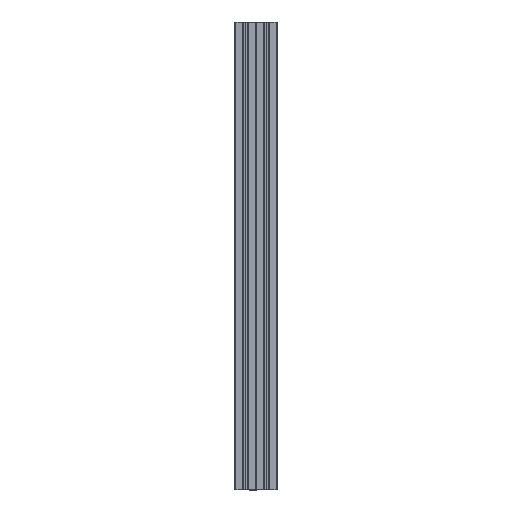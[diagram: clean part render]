
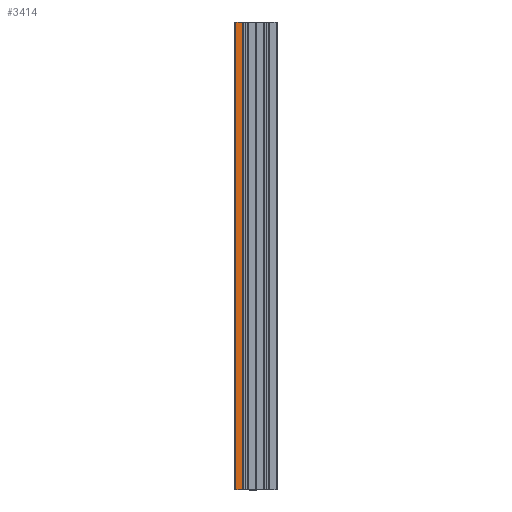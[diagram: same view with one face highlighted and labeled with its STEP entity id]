
A CAD part, front view. The second image highlights one B-rep face of the part: STEP entity #3414.
In plain terms, the highlighted planar face has unit normal (0, -1, 0).
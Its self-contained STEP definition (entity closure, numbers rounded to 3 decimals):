
#56 = VECTOR ( 'NONE', #13229, 1000. ) ;
#123 = VECTOR ( 'NONE', #9233, 1000. ) ;
#2019 = LINE ( 'NONE', #4443, #27163 ) ;
#2438 = DIRECTION ( 'NONE',  ( 0., 0., 1. ) ) ;
#2470 = ORIENTED_EDGE ( 'NONE', *, *, #5015, .T. ) ;
#2599 = CARTESIAN_POINT ( 'NONE',  ( -20.5, -22.5, -1000. ) ) ;
#3165 = VERTEX_POINT ( 'NONE', #10935 ) ;
#3414 = ADVANCED_FACE ( 'NONE', ( #18342 ), #7622, .T. ) ;
#4443 = CARTESIAN_POINT ( 'NONE',  ( -20.5, -22.5, -1000. ) ) ;
#5015 = EDGE_CURVE ( 'NONE', #18040, #6527, #8223, .T. ) ;
#5880 = DIRECTION ( 'NONE',  ( 0., 0., 1. ) ) ;
#6257 = EDGE_LOOP ( 'NONE', ( #12319, #11094, #2470, #22219 ) ) ;
#6511 = LINE ( 'NONE', #19396, #26719 ) ;
#6527 = VERTEX_POINT ( 'NONE', #10346 ) ;
#7622 = PLANE ( 'NONE',  #27104 ) ;
#7749 = DIRECTION ( 'NONE',  ( 0., -1., 0. ) ) ;
#8223 = LINE ( 'NONE', #17534, #56 ) ;
#9233 = DIRECTION ( 'NONE',  ( -1., 0., 0. ) ) ;
#10346 = CARTESIAN_POINT ( 'NONE',  ( -20.5, -22.5, 0. ) ) ;
#10935 = CARTESIAN_POINT ( 'NONE',  ( -6.325, -22.5, -1000. ) ) ;
#11081 = DIRECTION ( 'NONE',  ( 0., 0., -1. ) ) ;
#11094 = ORIENTED_EDGE ( 'NONE', *, *, #13384, .F. ) ;
#11943 = EDGE_CURVE ( 'NONE', #3165, #20646, #15685, .T. ) ;
#12319 = ORIENTED_EDGE ( 'NONE', *, *, #11943, .F. ) ;
#13229 = DIRECTION ( 'NONE',  ( -1., 0., 0. ) ) ;
#13384 = EDGE_CURVE ( 'NONE', #18040, #3165, #6511, .T. ) ;
#15685 = LINE ( 'NONE', #20124, #123 ) ;
#17094 = CARTESIAN_POINT ( 'NONE',  ( -6.325, -22.5, 0. ) ) ;
#17167 = EDGE_CURVE ( 'NONE', #20646, #6527, #2019, .T. ) ;
#17534 = CARTESIAN_POINT ( 'NONE',  ( -22.5, -22.5, 0. ) ) ;
#18040 = VERTEX_POINT ( 'NONE', #17094 ) ;
#18342 = FACE_OUTER_BOUND ( 'NONE', #6257, .T. ) ;
#19396 = CARTESIAN_POINT ( 'NONE',  ( -6.325, -22.5, -1000. ) ) ;
#20124 = CARTESIAN_POINT ( 'NONE',  ( -22.5, -22.5, -1000. ) ) ;
#20646 = VERTEX_POINT ( 'NONE', #2599 ) ;
#22219 = ORIENTED_EDGE ( 'NONE', *, *, #17167, .F. ) ;
#24942 = CARTESIAN_POINT ( 'NONE',  ( -22.5, -22.5, -1000. ) ) ;
#26719 = VECTOR ( 'NONE', #11081, 1000. ) ;
#27104 = AXIS2_PLACEMENT_3D ( 'NONE', #24942, #7749, #5880 ) ;
#27163 = VECTOR ( 'NONE', #2438, 1000. ) ;
